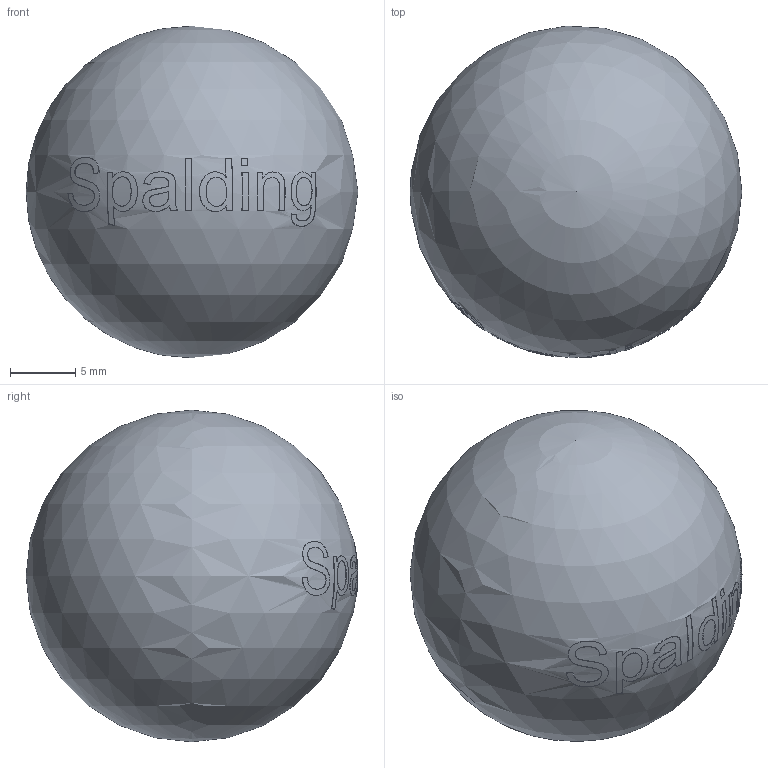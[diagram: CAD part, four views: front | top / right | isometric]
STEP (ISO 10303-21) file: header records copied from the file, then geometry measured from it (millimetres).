
FILE_DESCRIPTION(/* description */ (''),/* implementation_level */ '2;1');
FILE_NAME(/* name */ 'Untitled v2.step',/* time_stamp */ '2024-08-07T14:27:00-07:00',/* author */ (''),/* organization */ (''),/* preprocessor_version */ 'ST-DEVELOPER v20',/* originating_system */ 'Autodesk Translation Framework v13.14.0.145',/* authorisation */ '');
FILE_SCHEMA (('AUTOMOTIVE_DESIGN { 1 0 10303 214 3 1 1 }'));
Length unit declared in the file: millimetre
Products named in the file (1): Untitled
Bounding box: 25.4 x 25.41 x 25.4 mm (x, y, z)
Volume: 8581.1 mm3; surface area: 2031 mm2
Topology: 1 solids, 1 shells, 65 faces, 156 edges, 104 vertices
Faces by surface type: bspline 26, plane 25, sphere 14
Entity records: 3932 total; most frequent: CARTESIAN_POINT 2589, ORIENTED_EDGE 308, DIRECTION 183, EDGE_CURVE 154, VERTEX_POINT 104, EDGE_LOOP 78, B_SPLINE_CURVE_WITH_KNOTS 77, AXIS2_PLACEMENT_3D 66
